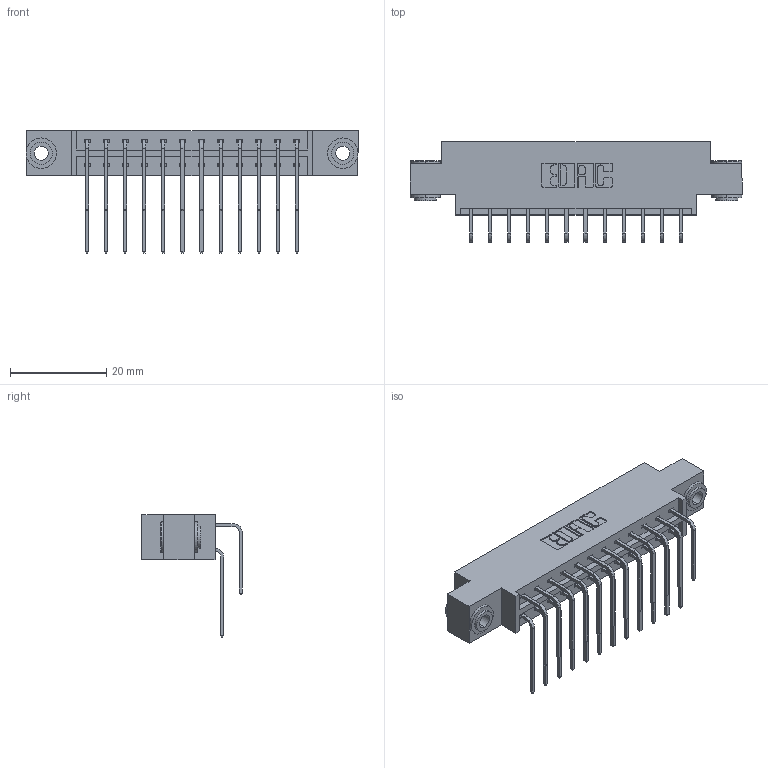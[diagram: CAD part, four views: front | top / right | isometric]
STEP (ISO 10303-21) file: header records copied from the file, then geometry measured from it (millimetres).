
FILE_DESCRIPTION (( 'STEP AP203' ), '1' );
FILE_NAME ('333-024-559-803.STEP', '2018-08-02T11:48:30', ( '' ), ( '' ), 'SwSTEP 2.0', 'SolidWorks 2016', '' );
FILE_SCHEMA (( 'CONFIG_CONTROL_DESIGN' ));
Length unit declared in the file: inch
Products named in the file (5): 345-292-001_558 559 Tail - 1; 345-292-001_559 Tail - 2; 345-250-002_345-250-002-102; 333-024-559-803; 333 Part_Offset - .156 Dia - TH
Assembly tree (27 placements, depth 2):
  333-024-559-803
    333 Part_Offset - .156 Dia - TH
    345-292-001_558 559 Tail - 1  x12
    345-292-001_559 Tail - 2  x12
    345-250-002_345-250-002-102  x2
Bounding box: 69.09 x 20.9 x 25.53 mm (x, y, z)
Volume: 6703 mm3; surface area: 8733.6 mm2
Topology: 27 solids, 27 shells, 1452 faces, 4263 edges, 2806 vertices
Faces by surface type: plane 996, cylinder 448, cone 8
Entity records: 14166 total; most frequent: CARTESIAN_POINT 2412, ORIENTED_EDGE 2290, DIRECTION 2127, EDGE_CURVE 1145, VECTOR 953, LINE 953, VERTEX_POINT 758, AXIS2_PLACEMENT_3D 587
